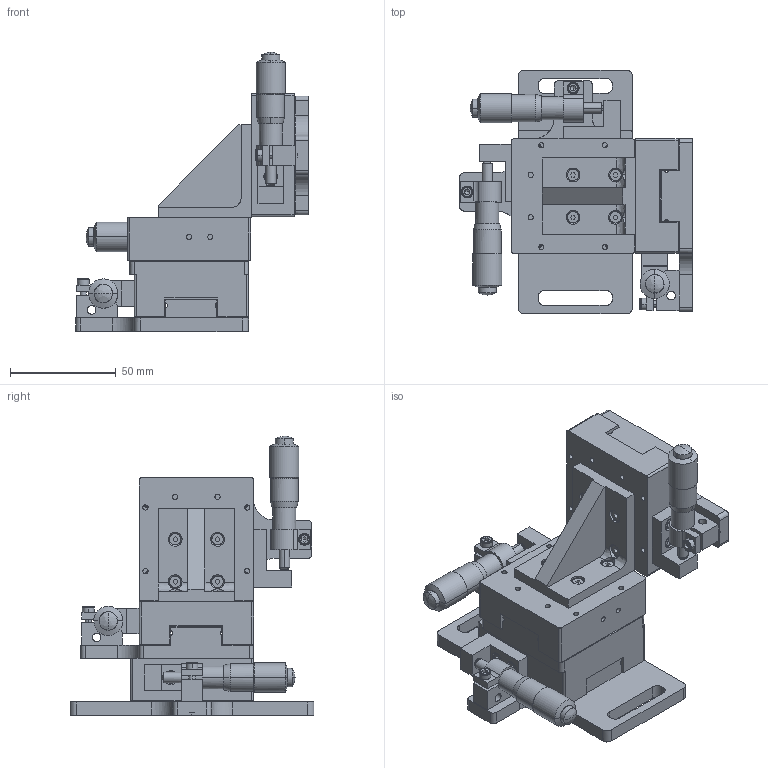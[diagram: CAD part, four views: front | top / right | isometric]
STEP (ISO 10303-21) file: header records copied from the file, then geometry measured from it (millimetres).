
FILE_DESCRIPTION(/* description */ (''),/* implementation_level */ '2;1');
FILE_NAME(/* name */ '02-3TS~1',/* time_stamp */ '2021-12-20T12:52:25+03:00',/* author */ (''),/* organization */ (''),/* preprocessor_version */ 'ST-DEVELOPER v15',/* originating_system */ '',/* authorisation */ '');
FILE_SCHEMA (('AUTOMOTIVE_DESIGN'));
Products named in the file (2): Document; Block 01
Assembly tree (1 placements, depth 2):
  Document
    Block 01
Bounding box: 109.65 x 115 x 131.8 mm (x, y, z)
Volume: 57.3 mm3; surface area: 107948.2 mm2
Topology: 22 solids, 37 shells, 1960 faces, 5435 edges, 3594 vertices
Faces by surface type: bspline 1960
Entity records: 137179 total; most frequent: CARTESIAN_POINT 70858, B_SPLINE_CURVE_WITH_KNOTS 12115, ORIENTED_EDGE 10623, PCURVE 10623, DEFINITIONAL_REPRESENTATION 10623, SURFACE_CURVE 5393, EDGE_CURVE 5393, VERTEX_POINT 3594
